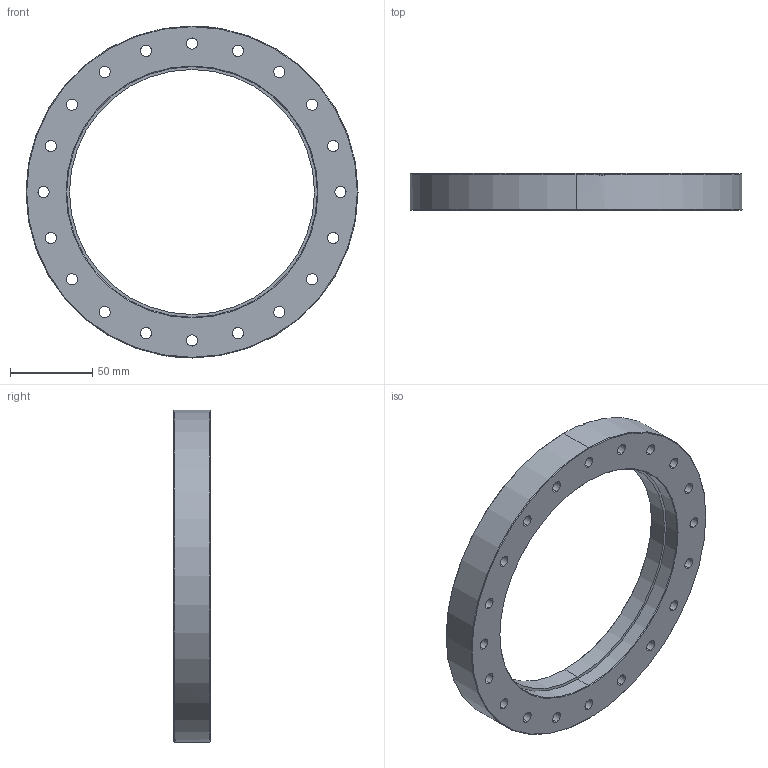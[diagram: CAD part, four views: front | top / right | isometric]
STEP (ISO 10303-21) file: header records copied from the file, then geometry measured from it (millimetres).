
FILE_DESCRIPTION (( 'STEP AP214' ), '1' );
FILE_NAME ('Hositrad_CF150-152-T.STEP', '2013-05-21T14:25:20', ( '' ), ( '' ), 'SwSTEP 2.0', 'SolidWorks 2013', '' );
FILE_SCHEMA (( 'AUTOMOTIVE_DESIGN' ));
Length unit declared in the file: millimetre
Products named in the file (1): Hositrad_CF150-152-T
Bounding box: 202.4 x 22.3 x 202.4 mm (x, y, z)
Volume: 296101.7 mm3; surface area: 62296.2 mm2
Topology: 1 solids, 1 shells, 72 faces, 196 edges, 127 vertices
Faces by surface type: cylinder 48, cone 13, plane 11
Entity records: 2891 total; most frequent: DIRECTION 455, CARTESIAN_POINT 408, ORIENTED_EDGE 392, EDGE_CURVE 196, AXIS2_PLACEMENT_3D 190, VERTEX_POINT 127, CIRCLE 117, EDGE_LOOP 115
